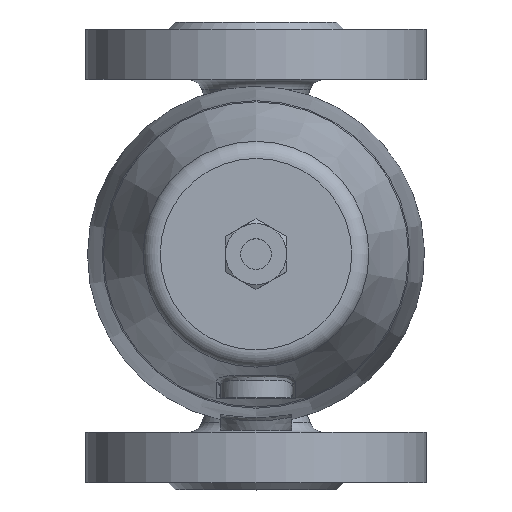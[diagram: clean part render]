
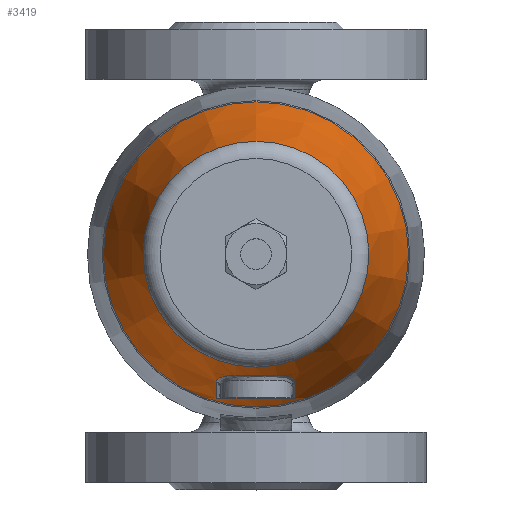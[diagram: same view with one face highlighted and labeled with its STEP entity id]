
A CAD part, top view. The second image highlights one B-rep face of the part: STEP entity #3419.
In plain terms, the highlighted conical face has half-angle 17.023 degrees and reference radius 42.75 mm.
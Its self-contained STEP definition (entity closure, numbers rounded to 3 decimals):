
#22=B_SPLINE_CURVE_WITH_KNOTS('',3,(#5194,#5195,#5196,#5197),
 .UNSPECIFIED.,.F.,.F.,(4,4),(-1.947,-0.478),
 .UNSPECIFIED.);
#23=B_SPLINE_CURVE_WITH_KNOTS('',3,(#5252,#5253,#5254,#5255,#5256,#5257,
#5258),.UNSPECIFIED.,.F.,.F.,(4,1,1,1,4),(-3.617,-3.1,
-2.584,-2.067,-1.809),.UNSPECIFIED.);
#24=B_SPLINE_CURVE_WITH_KNOTS('',3,(#5259,#5260,#5261,#5262,#5263,#5264,
#5265),.UNSPECIFIED.,.F.,.F.,(4,1,1,1,4),(-1.809,-1.55,
-1.033,-0.517,0.),.UNSPECIFIED.);
#27=B_SPLINE_CURVE_WITH_KNOTS('',3,(#5308,#5309,#5310,#5311),
 .UNSPECIFIED.,.F.,.F.,(4,4),(-1.469,0.),.UNSPECIFIED.);
#62=(
BOUNDED_CURVE()
B_SPLINE_CURVE(2,(#5329,#5330,#5331),.UNSPECIFIED.,.F.,.F.)
B_SPLINE_CURVE_WITH_KNOTS((3,3),(0.41,1.564),
 .UNSPECIFIED.)
CURVE()
GEOMETRIC_REPRESENTATION_ITEM()
RATIONAL_B_SPLINE_CURVE((1.013,1.029,1.029))
REPRESENTATION_ITEM('')
);
#63=(
BOUNDED_CURVE()
B_SPLINE_CURVE(2,(#5332,#5333,#5334),.UNSPECIFIED.,.F.,.F.)
B_SPLINE_CURVE_WITH_KNOTS((3,3),(0.353,0.47),
 .UNSPECIFIED.)
CURVE()
GEOMETRIC_REPRESENTATION_ITEM()
RATIONAL_B_SPLINE_CURVE((1.012,1.014,1.015))
REPRESENTATION_ITEM('')
);
#64=(
BOUNDED_CURVE()
B_SPLINE_CURVE(2,(#5336,#5337,#5338),.UNSPECIFIED.,.F.,.F.)
B_SPLINE_CURVE_WITH_KNOTS((3,3),(2.802,2.919),
 .UNSPECIFIED.)
CURVE()
GEOMETRIC_REPRESENTATION_ITEM()
RATIONAL_B_SPLINE_CURVE((1.015,1.014,1.012))
REPRESENTATION_ITEM('')
);
#65=(
BOUNDED_CURVE()
B_SPLINE_CURVE(2,(#5339,#5340,#5341),.UNSPECIFIED.,.F.,.F.)
B_SPLINE_CURVE_WITH_KNOTS((3,3),(1.564,2.717),
 .UNSPECIFIED.)
CURVE()
GEOMETRIC_REPRESENTATION_ITEM()
RATIONAL_B_SPLINE_CURVE((1.029,1.029,1.013))
REPRESENTATION_ITEM('')
);
#214=CONICAL_SURFACE('',#3709,42.75,0.297);
#663=FACE_OUTER_BOUND('',#882,.T.);
#882=EDGE_LOOP('',(#2584,#2585,#2586,#2587,#2588,#2589,#2590,#2591,#2592,
#2593,#2594,#2595,#2596,#2597,#2598,#2599));
#1117=LINE('',#5479,#1254);
#1118=LINE('',#5481,#1255);
#1254=VECTOR('',#4246,42.75);
#1255=VECTOR('',#4247,42.75);
#1412=CIRCLE('',#3707,31.433);
#1413=CIRCLE('',#3708,31.433);
#1414=CIRCLE('',#3710,42.462);
#1415=CIRCLE('',#3711,42.462);
#1602=VERTEX_POINT('',#5177);
#1605=VERTEX_POINT('',#5192);
#1607=VERTEX_POINT('',#5249);
#1608=VERTEX_POINT('',#5251);
#1610=VERTEX_POINT('',#5297);
#1613=VERTEX_POINT('',#5327);
#1614=VERTEX_POINT('',#5328);
#1615=VERTEX_POINT('',#5335);
#1636=VERTEX_POINT('',#5473);
#1637=VERTEX_POINT('',#5475);
#1638=VERTEX_POINT('',#5480);
#1639=VERTEX_POINT('',#5482);
#1941=EDGE_CURVE('',#1605,#1602,#22,.T.);
#1943=EDGE_CURVE('',#1607,#1608,#23,.T.);
#1944=EDGE_CURVE('',#1608,#1605,#24,.T.);
#1947=EDGE_CURVE('',#1610,#1607,#27,.T.);
#1954=EDGE_CURVE('',#1613,#1614,#62,.T.);
#1955=EDGE_CURVE('',#1610,#1613,#63,.T.);
#1956=EDGE_CURVE('',#1615,#1602,#64,.T.);
#1957=EDGE_CURVE('',#1614,#1615,#65,.T.);
#1988=EDGE_CURVE('',#1636,#1637,#1412,.T.);
#1989=EDGE_CURVE('',#1637,#1636,#1413,.T.);
#1990=EDGE_CURVE('',#1637,#1608,#1117,.T.);
#1991=EDGE_CURVE('',#1614,#1638,#1118,.T.);
#1992=EDGE_CURVE('',#1639,#1638,#1414,.T.);
#1993=EDGE_CURVE('',#1638,#1639,#1415,.T.);
#2584=ORIENTED_EDGE('',*,*,#1989,.F.);
#2585=ORIENTED_EDGE('',*,*,#1990,.T.);
#2586=ORIENTED_EDGE('',*,*,#1943,.F.);
#2587=ORIENTED_EDGE('',*,*,#1947,.F.);
#2588=ORIENTED_EDGE('',*,*,#1955,.T.);
#2589=ORIENTED_EDGE('',*,*,#1954,.T.);
#2590=ORIENTED_EDGE('',*,*,#1991,.T.);
#2591=ORIENTED_EDGE('',*,*,#1992,.F.);
#2592=ORIENTED_EDGE('',*,*,#1993,.F.);
#2593=ORIENTED_EDGE('',*,*,#1991,.F.);
#2594=ORIENTED_EDGE('',*,*,#1957,.T.);
#2595=ORIENTED_EDGE('',*,*,#1956,.T.);
#2596=ORIENTED_EDGE('',*,*,#1941,.F.);
#2597=ORIENTED_EDGE('',*,*,#1944,.F.);
#2598=ORIENTED_EDGE('',*,*,#1990,.F.);
#2599=ORIENTED_EDGE('',*,*,#1988,.F.);
#3419=ADVANCED_FACE('',(#663),#214,.T.);
#3707=AXIS2_PLACEMENT_3D('',#5476,#4240,#4241);
#3708=AXIS2_PLACEMENT_3D('',#5477,#4242,#4243);
#3709=AXIS2_PLACEMENT_3D('',#5478,#4244,#4245);
#3710=AXIS2_PLACEMENT_3D('',#5483,#4248,#4249);
#3711=AXIS2_PLACEMENT_3D('',#5484,#4250,#4251);
#4240=DIRECTION('center_axis',(0.,0.,1.));
#4241=DIRECTION('ref_axis',(0.,1.,0.));
#4242=DIRECTION('center_axis',(0.,0.,1.));
#4243=DIRECTION('ref_axis',(0.,1.,0.));
#4244=DIRECTION('center_axis',(0.,0.,-1.));
#4245=DIRECTION('ref_axis',(0.,1.,0.));
#4246=DIRECTION('',(0.,-0.293,-0.956));
#4247=DIRECTION('',(0.,-0.293,-0.956));
#4248=DIRECTION('center_axis',(0.,0.,-1.));
#4249=DIRECTION('ref_axis',(0.,1.,0.));
#4250=DIRECTION('center_axis',(0.,0.,-1.));
#4251=DIRECTION('ref_axis',(0.,1.,0.));
#5177=CARTESIAN_POINT('',(-11.044,-40.,268.894));
#5192=CARTESIAN_POINT('',(-11.004,-35.547,282.89));
#5194=CARTESIAN_POINT('Ctrl Pts',(-11.004,-35.547,282.89));
#5195=CARTESIAN_POINT('Ctrl Pts',(-11.019,-37.037,278.227));
#5196=CARTESIAN_POINT('Ctrl Pts',(-11.032,-38.521,273.561));
#5197=CARTESIAN_POINT('Ctrl Pts',(-11.044,-40.,268.894));
#5249=CARTESIAN_POINT('',(11.004,-35.547,282.89));
#5251=CARTESIAN_POINT('',(0.,-33.72,294.29));
#5252=CARTESIAN_POINT('Ctrl Pts',(11.004,-35.547,282.89));
#5253=CARTESIAN_POINT('Ctrl Pts',(10.999,-35.023,284.53));
#5254=CARTESIAN_POINT('Ctrl Pts',(10.29,-34.177,287.889));
#5255=CARTESIAN_POINT('Ctrl Pts',(7.142,-33.725,292.068));
#5256=CARTESIAN_POINT('Ctrl Pts',(3.314,-33.72,293.999));
#5257=CARTESIAN_POINT('Ctrl Pts',(0.829,-33.72,294.29));
#5258=CARTESIAN_POINT('Ctrl Pts',(0.,-33.72,
294.29));
#5259=CARTESIAN_POINT('Ctrl Pts',(0.,-33.72,
294.29));
#5260=CARTESIAN_POINT('Ctrl Pts',(-0.828,-33.72,
294.29));
#5261=CARTESIAN_POINT('Ctrl Pts',(-3.313,-33.722,294.001));
#5262=CARTESIAN_POINT('Ctrl Pts',(-7.139,-33.726,292.064));
#5263=CARTESIAN_POINT('Ctrl Pts',(-10.291,-34.175,287.893));
#5264=CARTESIAN_POINT('Ctrl Pts',(-10.999,-35.023,284.53));
#5265=CARTESIAN_POINT('Ctrl Pts',(-11.004,-35.547,282.89));
#5297=CARTESIAN_POINT('',(11.044,-40.,268.894));
#5308=CARTESIAN_POINT('Ctrl Pts',(11.044,-40.,268.894));
#5309=CARTESIAN_POINT('Ctrl Pts',(11.032,-38.521,273.561));
#5310=CARTESIAN_POINT('Ctrl Pts',(11.019,-37.037,278.227));
#5311=CARTESIAN_POINT('Ctrl Pts',(11.004,-35.547,282.89));
#5327=CARTESIAN_POINT('',(10.,-40.,269.761));
#5328=CARTESIAN_POINT('',(0.,-40.,273.782));
#5329=CARTESIAN_POINT('Ctrl Pts',(10.,-40.,269.761));
#5330=CARTESIAN_POINT('Ctrl Pts',(4.924,-40.,273.782));
#5331=CARTESIAN_POINT('Ctrl Pts',(0.,-40.,273.782));
#5332=CARTESIAN_POINT('Ctrl Pts',(11.044,-40.,268.894));
#5333=CARTESIAN_POINT('Ctrl Pts',(10.52,-40.,269.349));
#5334=CARTESIAN_POINT('Ctrl Pts',(10.,-40.,269.761));
#5335=CARTESIAN_POINT('',(-10.,-40.,269.761));
#5336=CARTESIAN_POINT('Ctrl Pts',(-10.,-40.,269.761));
#5337=CARTESIAN_POINT('Ctrl Pts',(-10.52,-40.,269.349));
#5338=CARTESIAN_POINT('Ctrl Pts',(-11.044,-40.,268.894));
#5339=CARTESIAN_POINT('Ctrl Pts',(0.,-40.,273.782));
#5340=CARTESIAN_POINT('Ctrl Pts',(-4.924,-40.,273.782));
#5341=CARTESIAN_POINT('Ctrl Pts',(-10.,-40.,269.761));
#5473=CARTESIAN_POINT('',(0.,31.433,301.764));
#5475=CARTESIAN_POINT('',(0.,-31.433,301.764));
#5476=CARTESIAN_POINT('Origin',(0.,0.,301.764));
#5477=CARTESIAN_POINT('Origin',(0.,0.,301.764));
#5478=CARTESIAN_POINT('Origin',(0.,0.,264.8));
#5479=CARTESIAN_POINT('',(0.,-42.75,264.8));
#5480=CARTESIAN_POINT('',(0.,-42.462,265.741));
#5481=CARTESIAN_POINT('',(0.,-42.75,264.8));
#5482=CARTESIAN_POINT('',(0.,42.462,265.741));
#5483=CARTESIAN_POINT('Origin',(0.,0.,265.741));
#5484=CARTESIAN_POINT('Origin',(0.,0.,265.741));
